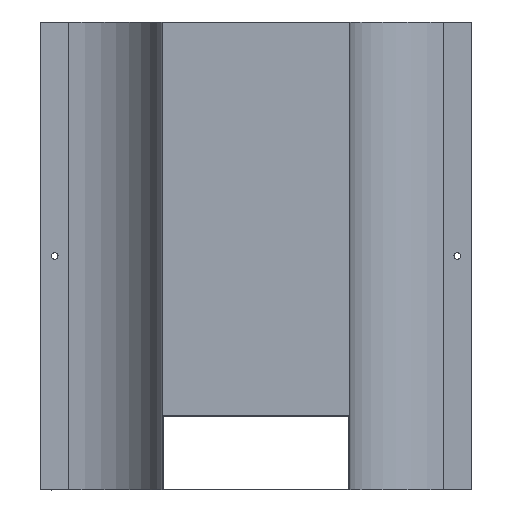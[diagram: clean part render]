
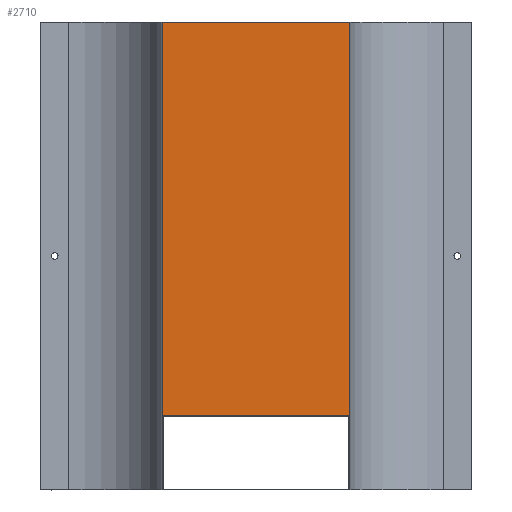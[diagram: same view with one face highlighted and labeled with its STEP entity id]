
A CAD part, front view. The second image highlights one B-rep face of the part: STEP entity #2710.
In plain terms, the highlighted planar face has unit normal (0, -1, 0).
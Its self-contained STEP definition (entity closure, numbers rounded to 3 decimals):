
#49 = FACE_OUTER_BOUND ( 'NONE', #2096, .T. ) ;
#135 = LINE ( 'NONE', #2458, #141 ) ;
#141 = VECTOR ( 'NONE', #2459, 1000. ) ;
#273 = VERTEX_POINT ( 'NONE', #1718 ) ;
#284 = VERTEX_POINT ( 'NONE', #1729 ) ;
#287 = VERTEX_POINT ( 'NONE', #1732 ) ;
#326 = AXIS2_PLACEMENT_3D ( 'NONE', #2369, #2375, #2376 ) ;
#415 = CARTESIAN_POINT ( 'NONE',  ( 0., -1., 1. ) ) ;
#416 = DIRECTION ( 'NONE',  ( -1., 0., 0. ) ) ;
#741 = CARTESIAN_POINT ( 'NONE',  ( 0., -1., 1. ) ) ;
#1055 = LINE ( 'NONE', #1878, #1058 ) ;
#1058 = VECTOR ( 'NONE', #1879, 1000. ) ;
#1085 = LINE ( 'NONE', #415, #1088 ) ;
#1088 = VECTOR ( 'NONE', #416, 1000. ) ;
#1308 = VERTEX_POINT ( 'NONE', #741 ) ;
#1353 = ORIENTED_EDGE ( 'NONE', *, *, #1973, .T. ) ;
#1355 = ORIENTED_EDGE ( 'NONE', *, *, #2738, .T. ) ;
#1389 = ORIENTED_EDGE ( 'NONE', *, *, #1906, .T. ) ;
#1390 = ORIENTED_EDGE ( 'NONE', *, *, #1954, .T. ) ;
#1718 = CARTESIAN_POINT ( 'NONE',  ( 200., -1., -419. ) ) ;
#1729 = CARTESIAN_POINT ( 'NONE',  ( 200., -1., 1. ) ) ;
#1732 = CARTESIAN_POINT ( 'NONE',  ( 0., -1., -419. ) ) ;
#1878 = CARTESIAN_POINT ( 'NONE',  ( 0., -1., 1. ) ) ;
#1879 = DIRECTION ( 'NONE',  ( 0., 0., -1. ) ) ;
#1906 = EDGE_CURVE ( 'NONE', #287, #273, #2615, .T. ) ;
#1954 = EDGE_CURVE ( 'NONE', #1308, #287, #1055, .T. ) ;
#1973 = EDGE_CURVE ( 'NONE', #284, #1308, #1085, .T. ) ;
#2096 = EDGE_LOOP ( 'NONE', ( #1390, #1389, #1355, #1353 ) ) ;
#2246 = CARTESIAN_POINT ( 'NONE',  ( 0., -1., -419. ) ) ;
#2247 = DIRECTION ( 'NONE',  ( 1., 0., 0. ) ) ;
#2369 = CARTESIAN_POINT ( 'NONE',  ( 0., -1., 0. ) ) ;
#2373 = PLANE ( 'NONE',  #326 ) ;
#2375 = DIRECTION ( 'NONE',  ( 0., -1., 0. ) ) ;
#2376 = DIRECTION ( 'NONE',  ( 0., 0., -1. ) ) ;
#2458 = CARTESIAN_POINT ( 'NONE',  ( 200., -1., 1. ) ) ;
#2459 = DIRECTION ( 'NONE',  ( 0., 0., 1. ) ) ;
#2615 = LINE ( 'NONE', #2246, #2618 ) ;
#2618 = VECTOR ( 'NONE', #2247, 1000. ) ;
#2710 = ADVANCED_FACE ( 'NONE', ( #49 ), #2373, .T. ) ;
#2738 = EDGE_CURVE ( 'NONE', #273, #284, #135, .T. ) ;
